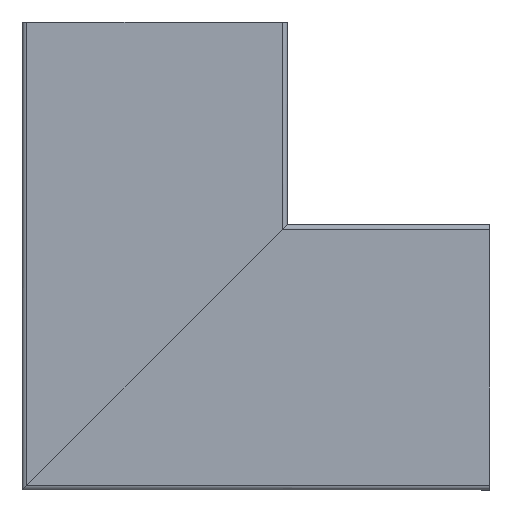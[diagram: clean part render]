
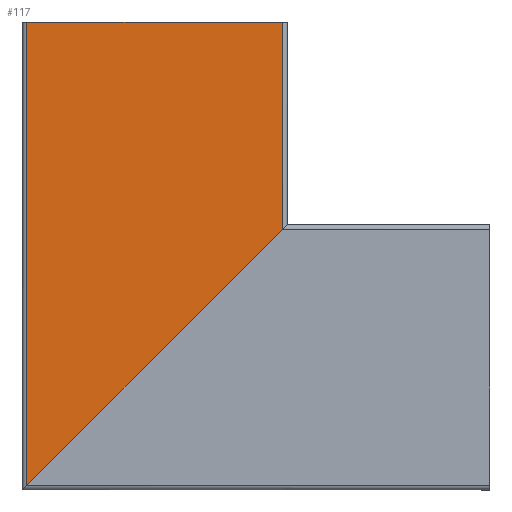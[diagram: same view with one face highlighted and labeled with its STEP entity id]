
A CAD part, front view. The second image highlights one B-rep face of the part: STEP entity #117.
In plain terms, the highlighted planar face has unit normal (0, -1, 0).
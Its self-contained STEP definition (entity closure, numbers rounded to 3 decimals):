
#35 = EDGE_CURVE ( 'NONE', #2186, #1499, #2844, .T. ) ;
#103 = DIRECTION ( 'NONE',  ( 0.707, 0., 0.707 ) ) ;
#117 = ADVANCED_FACE ( 'NONE', ( #1975 ), #3757, .F. ) ;
#128 = VECTOR ( 'NONE', #2902, 1000. ) ;
#186 = ORIENTED_EDGE ( 'NONE', *, *, #3595, .T. ) ;
#268 = DIRECTION ( 'NONE',  ( 1., 0., 0. ) ) ;
#316 = CARTESIAN_POINT ( 'NONE',  ( 82., -70., 300. ) ) ;
#677 = EDGE_LOOP ( 'NONE', ( #186, #3180, #2158, #1732 ) ) ;
#686 = CARTESIAN_POINT ( 'NONE',  ( 82., -70., 300. ) ) ;
#704 = CARTESIAN_POINT ( 'NONE',  ( -82., -70., 300. ) ) ;
#745 = CARTESIAN_POINT ( 'NONE',  ( -82., -70., 300. ) ) ;
#799 = EDGE_CURVE ( 'NONE', #3526, #3609, #2612, .T. ) ;
#847 = CARTESIAN_POINT ( 'NONE',  ( -82., -70., 300. ) ) ;
#1125 = VECTOR ( 'NONE', #3306, 1000. ) ;
#1157 = CARTESIAN_POINT ( 'NONE',  ( -82., -70., 300. ) ) ;
#1499 = VERTEX_POINT ( 'NONE', #686 ) ;
#1552 = VECTOR ( 'NONE', #103, 1000. ) ;
#1562 = AXIS2_PLACEMENT_3D ( 'NONE', #745, #1723, #3648 ) ;
#1573 = LINE ( 'NONE', #847, #128 ) ;
#1723 = DIRECTION ( 'NONE',  ( 0., 1., 0. ) ) ;
#1728 = CARTESIAN_POINT ( 'NONE',  ( 82., -70., 167. ) ) ;
#1732 = ORIENTED_EDGE ( 'NONE', *, *, #35, .F. ) ;
#1975 = FACE_OUTER_BOUND ( 'NONE', #677, .T. ) ;
#2072 = VECTOR ( 'NONE', #268, 1000. ) ;
#2158 = ORIENTED_EDGE ( 'NONE', *, *, #3272, .F. ) ;
#2186 = VERTEX_POINT ( 'NONE', #1157 ) ;
#2267 = CARTESIAN_POINT ( 'NONE',  ( -82., -70., 3. ) ) ;
#2612 = LINE ( 'NONE', #3020, #1552 ) ;
#2844 = LINE ( 'NONE', #704, #2072 ) ;
#2863 = LINE ( 'NONE', #316, #1125 ) ;
#2902 = DIRECTION ( 'NONE',  ( 0., 0., -1. ) ) ;
#3020 = CARTESIAN_POINT ( 'NONE',  ( 85., -70., 170. ) ) ;
#3180 = ORIENTED_EDGE ( 'NONE', *, *, #799, .T. ) ;
#3272 = EDGE_CURVE ( 'NONE', #1499, #3609, #2863, .T. ) ;
#3306 = DIRECTION ( 'NONE',  ( 0., 0., -1. ) ) ;
#3526 = VERTEX_POINT ( 'NONE', #2267 ) ;
#3595 = EDGE_CURVE ( 'NONE', #2186, #3526, #1573, .T. ) ;
#3609 = VERTEX_POINT ( 'NONE', #1728 ) ;
#3648 = DIRECTION ( 'NONE',  ( 0., 0., 1. ) ) ;
#3757 = PLANE ( 'NONE',  #1562 ) ;
